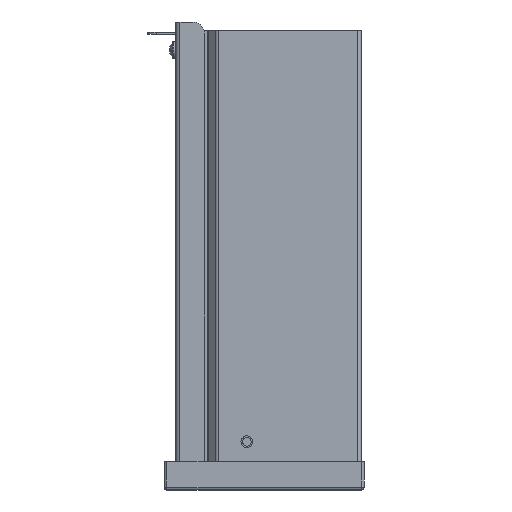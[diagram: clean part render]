
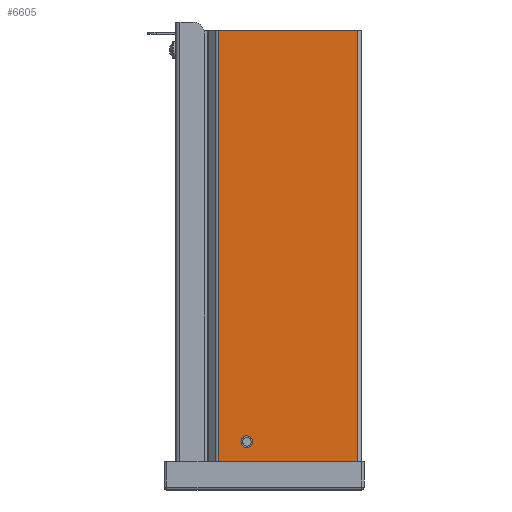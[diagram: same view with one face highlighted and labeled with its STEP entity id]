
A CAD part, left-side view. The second image highlights one B-rep face of the part: STEP entity #6605.
In plain terms, the highlighted planar face has unit normal (-1, 0, 0).
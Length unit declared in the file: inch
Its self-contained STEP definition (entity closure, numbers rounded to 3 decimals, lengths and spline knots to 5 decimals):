
#926 = CARTESIAN_POINT ( 'NONE',  ( -5., 3.11976, -9.952 ) ) ;
#1151 = ORIENTED_EDGE ( 'NONE', *, *, #14647, .F. ) ;
#1506 = CARTESIAN_POINT ( 'NONE',  ( -5., 3.11976, 0. ) ) ;
#1630 = CARTESIAN_POINT ( 'NONE',  ( -5., 1.58203, -9.952 ) ) ;
#1990 = VERTEX_POINT ( 'NONE', #7701 ) ;
#2074 = VERTEX_POINT ( 'NONE', #11328 ) ;
#2448 = CIRCLE ( 'NONE', #9761, 0.095 ) ;
#2760 = CARTESIAN_POINT ( 'NONE',  ( -5., 2.5, -8.952 ) ) ;
#2890 = DIRECTION ( 'NONE',  ( 0., 1., 0. ) ) ;
#4694 = ORIENTED_EDGE ( 'NONE', *, *, #10495, .T. ) ;
#5061 = CARTESIAN_POINT ( 'NONE',  ( -5., 0.0948, 0. ) ) ;
#5589 = ORIENTED_EDGE ( 'NONE', *, *, #6226, .T. ) ;
#5608 = VECTOR ( 'NONE', #2890, 39.37008 ) ;
#6226 = EDGE_CURVE ( 'NONE', #1990, #7023, #19921, .T. ) ;
#6403 = EDGE_CURVE ( 'NONE', #2074, #11118, #9338, .T. ) ;
#6605 = ADVANCED_FACE ( 'NONE', ( #18312, #16745 ), #16656, .T. ) ;
#7023 = VERTEX_POINT ( 'NONE', #16748 ) ;
#7648 = DIRECTION ( 'NONE',  ( 1., 0., 0. ) ) ;
#7701 = CARTESIAN_POINT ( 'NONE',  ( -5., 0.0948, 0. ) ) ;
#7860 = DIRECTION ( 'NONE',  ( 0., 0., -1. ) ) ;
#8043 = LINE ( 'NONE', #5061, #11760 ) ;
#9218 = LINE ( 'NONE', #1506, #16690 ) ;
#9338 = LINE ( 'NONE', #1630, #5608 ) ;
#9761 = AXIS2_PLACEMENT_3D ( 'NONE', #2760, #7648, #15584 ) ;
#10439 = DIRECTION ( 'NONE',  ( -1., 0., 0. ) ) ;
#10495 = EDGE_CURVE ( 'NONE', #7023, #11118, #9218, .T. ) ;
#10565 = CARTESIAN_POINT ( 'NONE',  ( -5., 1.58203, 0. ) ) ;
#10861 = ORIENTED_EDGE ( 'NONE', *, *, #17518, .T. ) ;
#11118 = VERTEX_POINT ( 'NONE', #926 ) ;
#11328 = CARTESIAN_POINT ( 'NONE',  ( -5., 0.0948, -9.952 ) ) ;
#11375 = DIRECTION ( 'NONE',  ( 0., 0., -1. ) ) ;
#11760 = VECTOR ( 'NONE', #11375, 39.37008 ) ;
#11809 = VERTEX_POINT ( 'NONE', #18136 ) ;
#12988 = EDGE_LOOP ( 'NONE', ( #10861 ) ) ;
#13273 = VECTOR ( 'NONE', #13651, 39.37008 ) ;
#13523 = CARTESIAN_POINT ( 'NONE',  ( -5., 3.15, 0. ) ) ;
#13651 = DIRECTION ( 'NONE',  ( 0., 1., 0. ) ) ;
#13901 = AXIS2_PLACEMENT_3D ( 'NONE', #13523, #10439, #16849 ) ;
#14647 = EDGE_CURVE ( 'NONE', #1990, #2074, #8043, .T. ) ;
#15106 = EDGE_LOOP ( 'NONE', ( #1151, #5589, #4694, #15486 ) ) ;
#15486 = ORIENTED_EDGE ( 'NONE', *, *, #6403, .F. ) ;
#15584 = DIRECTION ( 'NONE',  ( 0., 0., 1. ) ) ;
#16656 = PLANE ( 'NONE',  #13901 ) ;
#16690 = VECTOR ( 'NONE', #7860, 39.37008 ) ;
#16745 = FACE_OUTER_BOUND ( 'NONE', #15106, .T. ) ;
#16748 = CARTESIAN_POINT ( 'NONE',  ( -5., 3.11976, 0. ) ) ;
#16849 = DIRECTION ( 'NONE',  ( 0., 0., 1. ) ) ;
#17518 = EDGE_CURVE ( 'NONE', #11809, #11809, #2448, .T. ) ;
#18136 = CARTESIAN_POINT ( 'NONE',  ( -5., 2.5, -8.857 ) ) ;
#18312 = FACE_BOUND ( 'NONE', #12988, .T. ) ;
#19921 = LINE ( 'NONE', #10565, #13273 ) ;
